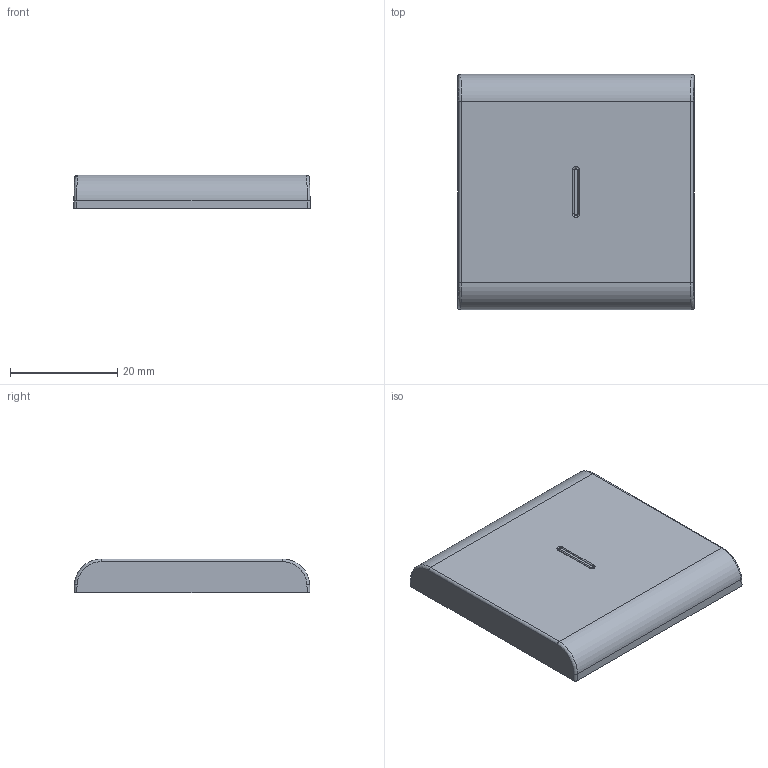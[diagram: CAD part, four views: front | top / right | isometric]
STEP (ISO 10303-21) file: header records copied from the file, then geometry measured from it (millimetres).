
FILE_DESCRIPTION(('CATIA V5 STEP Exchange','CAx-IF Rec.Pracs.--- Model Styling and Organization---1.4--- 2014-01-23'),'2;1');
FILE_NAME('GW10556S.stp','2024-02-13T13:42:52+00:00',('none'),('none'),'CATIA Version 5-6 Release 2019 SP6','CATIA V5 STEP AP214 v1','none');
FILE_SCHEMA(('AUTOMOTIVE_DESIGN { 1 0 10303 214 1 1 1 1 }'));
Length unit declared in the file: millimetre
Products named in the file (1): GW10556S
Bounding box: 44.1 x 43.9 x 6.3 mm (x, y, z)
Volume: 4044 mm3; surface area: 5387.8 mm2
Topology: 2 solids, 2 shells, 156 faces, 402 edges, 252 vertices
Faces by surface type: plane 76, cylinder 58, bspline 12, torus 6, cone 4
Entity records: 5221 total; most frequent: CARTESIAN_POINT 1616, ORIENTED_EDGE 804, DIRECTION 526, EDGE_CURVE 402, VERTEX_POINT 252, VECTOR 242, LINE 242, AXIS2_PLACEMENT_3D 194
